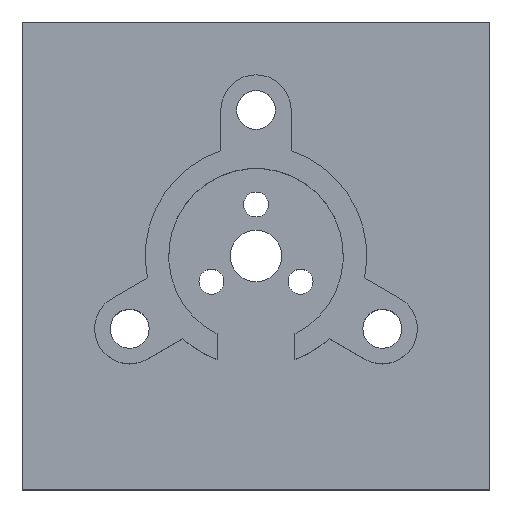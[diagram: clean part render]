
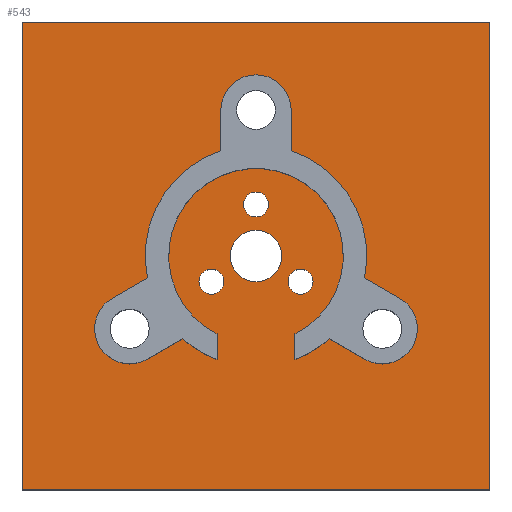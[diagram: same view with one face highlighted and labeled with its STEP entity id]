
A CAD part, top view. The second image highlights one B-rep face of the part: STEP entity #543.
In plain terms, the highlighted planar face has unit normal (0, 0, 1).
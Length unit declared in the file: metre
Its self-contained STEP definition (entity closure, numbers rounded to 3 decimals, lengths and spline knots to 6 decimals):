
#12=PLANE('',#592);
#28=CIRCLE('',#585,0.0071);
#30=CIRCLE('',#588,0.0071);
#32=CIRCLE('',#591,0.0071);
#33=CIRCLE('',#593,0.0008);
#34=CIRCLE('',#594,0.0008);
#35=CIRCLE('',#595,0.0008);
#36=CIRCLE('',#596,0.00165);
#37=CIRCLE('',#597,0.00225);
#38=CIRCLE('',#598,0.0056);
#39=CIRCLE('',#599,0.0071);
#40=CIRCLE('',#600,0.00225);
#41=CIRCLE('',#601,0.00225);
#69=ORIENTED_EDGE('',*,*,#217,.F.);
#70=ORIENTED_EDGE('',*,*,#218,.F.);
#71=ORIENTED_EDGE('',*,*,#219,.F.);
#72=ORIENTED_EDGE('',*,*,#220,.F.);
#73=ORIENTED_EDGE('',*,*,#221,.F.);
#74=ORIENTED_EDGE('',*,*,#222,.T.);
#75=ORIENTED_EDGE('',*,*,#223,.T.);
#76=ORIENTED_EDGE('',*,*,#224,.F.);
#77=ORIENTED_EDGE('',*,*,#225,.T.);
#78=ORIENTED_EDGE('',*,*,#226,.T.);
#79=ORIENTED_EDGE('',*,*,#208,.F.);
#80=ORIENTED_EDGE('',*,*,#227,.F.);
#81=ORIENTED_EDGE('',*,*,#228,.F.);
#82=ORIENTED_EDGE('',*,*,#229,.T.);
#83=ORIENTED_EDGE('',*,*,#230,.F.);
#84=ORIENTED_EDGE('',*,*,#231,.T.);
#85=ORIENTED_EDGE('',*,*,#232,.T.);
#86=ORIENTED_EDGE('',*,*,#233,.T.);
#87=ORIENTED_EDGE('',*,*,#212,.F.);
#88=ORIENTED_EDGE('',*,*,#234,.T.);
#89=ORIENTED_EDGE('',*,*,#235,.T.);
#90=ORIENTED_EDGE('',*,*,#236,.T.);
#91=ORIENTED_EDGE('',*,*,#215,.F.);
#92=ORIENTED_EDGE('',*,*,#237,.T.);
#208=EDGE_CURVE('',#282,#280,#28,.T.);
#212=EDGE_CURVE('',#286,#284,#30,.T.);
#215=EDGE_CURVE('',#289,#290,#32,.T.);
#217=EDGE_CURVE('',#291,#291,#33,.T.);
#218=EDGE_CURVE('',#292,#292,#34,.T.);
#219=EDGE_CURVE('',#293,#293,#35,.T.);
#220=EDGE_CURVE('',#294,#294,#36,.T.);
#221=EDGE_CURVE('',#295,#296,#339,.T.);
#222=EDGE_CURVE('',#295,#297,#340,.T.);
#223=EDGE_CURVE('',#297,#298,#341,.T.);
#224=EDGE_CURVE('',#296,#298,#342,.T.);
#225=EDGE_CURVE('',#299,#300,#37,.T.);
#226=EDGE_CURVE('',#300,#280,#343,.T.);
#227=EDGE_CURVE('',#301,#282,#344,.T.);
#228=EDGE_CURVE('',#302,#301,#38,.F.);
#229=EDGE_CURVE('',#302,#303,#345,.T.);
#230=EDGE_CURVE('',#304,#303,#39,.T.);
#231=EDGE_CURVE('',#304,#305,#346,.T.);
#232=EDGE_CURVE('',#305,#306,#40,.T.);
#233=EDGE_CURVE('',#306,#284,#347,.T.);
#234=EDGE_CURVE('',#286,#307,#348,.T.);
#235=EDGE_CURVE('',#307,#308,#41,.T.);
#236=EDGE_CURVE('',#308,#290,#349,.T.);
#237=EDGE_CURVE('',#289,#299,#350,.T.);
#280=VERTEX_POINT('',#813);
#282=VERTEX_POINT('',#817);
#284=VERTEX_POINT('',#822);
#286=VERTEX_POINT('',#826);
#289=VERTEX_POINT('',#833);
#290=VERTEX_POINT('',#835);
#291=VERTEX_POINT('',#839);
#292=VERTEX_POINT('',#841);
#293=VERTEX_POINT('',#843);
#294=VERTEX_POINT('',#845);
#295=VERTEX_POINT('',#847);
#296=VERTEX_POINT('',#848);
#297=VERTEX_POINT('',#850);
#298=VERTEX_POINT('',#852);
#299=VERTEX_POINT('',#855);
#300=VERTEX_POINT('',#856);
#301=VERTEX_POINT('',#859);
#302=VERTEX_POINT('',#861);
#303=VERTEX_POINT('',#863);
#304=VERTEX_POINT('',#865);
#305=VERTEX_POINT('',#867);
#306=VERTEX_POINT('',#869);
#307=VERTEX_POINT('',#872);
#308=VERTEX_POINT('',#874);
#339=LINE('',#846,#383);
#340=LINE('',#849,#384);
#341=LINE('',#851,#385);
#342=LINE('',#853,#386);
#343=LINE('',#857,#387);
#344=LINE('',#858,#388);
#345=LINE('',#862,#389);
#346=LINE('',#866,#390);
#347=LINE('',#870,#391);
#348=LINE('',#871,#392);
#349=LINE('',#875,#393);
#350=LINE('',#876,#394);
#383=VECTOR('',#679,1.);
#384=VECTOR('',#680,1.);
#385=VECTOR('',#681,1.);
#386=VECTOR('',#682,1.);
#387=VECTOR('',#685,1.);
#388=VECTOR('',#686,1.);
#389=VECTOR('',#689,1.);
#390=VECTOR('',#692,1.);
#391=VECTOR('',#695,1.);
#392=VECTOR('',#696,1.);
#393=VECTOR('',#699,1.);
#394=VECTOR('',#700,1.);
#424=EDGE_LOOP('',(#69));
#425=EDGE_LOOP('',(#70));
#426=EDGE_LOOP('',(#71));
#427=EDGE_LOOP('',(#72));
#428=EDGE_LOOP('',(#73,#74,#75,#76));
#429=EDGE_LOOP('',(#77,#78,#79,#80,#81,#82,#83,#84,#85,#86,#87,#88,#89,
#90,#91,#92));
#476=FACE_BOUND('',#424,.T.);
#477=FACE_BOUND('',#425,.T.);
#478=FACE_BOUND('',#426,.T.);
#479=FACE_BOUND('',#427,.T.);
#480=FACE_BOUND('',#428,.T.);
#481=FACE_BOUND('',#429,.T.);
#543=ADVANCED_FACE('',(#476,#477,#478,#479,#480,#481),#12,.T.);
#585=AXIS2_PLACEMENT_3D('',#818,#651,#652);
#588=AXIS2_PLACEMENT_3D('',#827,#659,#660);
#591=AXIS2_PLACEMENT_3D('',#834,#666,#667);
#592=AXIS2_PLACEMENT_3D('',#837,#669,#670);
#593=AXIS2_PLACEMENT_3D('',#838,#671,#672);
#594=AXIS2_PLACEMENT_3D('',#840,#673,#674);
#595=AXIS2_PLACEMENT_3D('',#842,#675,#676);
#596=AXIS2_PLACEMENT_3D('',#844,#677,#678);
#597=AXIS2_PLACEMENT_3D('',#854,#683,#684);
#598=AXIS2_PLACEMENT_3D('',#860,#687,#688);
#599=AXIS2_PLACEMENT_3D('',#864,#690,#691);
#600=AXIS2_PLACEMENT_3D('',#868,#693,#694);
#601=AXIS2_PLACEMENT_3D('',#873,#697,#698);
#651=DIRECTION('',(0.,0.,1.));
#652=DIRECTION('',(1.,0.,0.));
#659=DIRECTION('',(0.,0.,1.));
#660=DIRECTION('',(1.,0.,0.));
#666=DIRECTION('',(0.,0.,1.));
#667=DIRECTION('',(1.,0.,0.));
#669=DIRECTION('',(0.,0.,1.));
#670=DIRECTION('',(1.,0.,0.));
#671=DIRECTION('',(0.,0.,1.));
#672=DIRECTION('',(1.,0.,0.));
#673=DIRECTION('',(0.,0.,1.));
#674=DIRECTION('',(1.,0.,0.));
#675=DIRECTION('',(0.,0.,1.));
#676=DIRECTION('',(1.,0.,0.));
#677=DIRECTION('',(0.,0.,1.));
#678=DIRECTION('',(1.,0.,0.));
#679=DIRECTION('',(1.,0.,0.));
#680=DIRECTION('',(0.,-1.,0.));
#681=DIRECTION('',(1.,0.,0.));
#682=DIRECTION('',(0.,-1.,0.));
#683=DIRECTION('',(0.,0.,-1.));
#684=DIRECTION('',(1.,0.,0.));
#685=DIRECTION('',(-0.866,0.5,0.));
#686=DIRECTION('',(0.,-1.,0.));
#687=DIRECTION('',(0.,0.,1.));
#688=DIRECTION('',(1.,0.,0.));
#689=DIRECTION('',(0.,-1.,0.));
#690=DIRECTION('',(0.,0.,1.));
#691=DIRECTION('',(1.,0.,0.));
#692=DIRECTION('',(-0.866,-0.5,0.));
#693=DIRECTION('',(0.,0.,-1.));
#694=DIRECTION('',(1.,0.,0.));
#695=DIRECTION('',(0.866,0.5,0.));
#696=DIRECTION('',(0.,1.,0.));
#697=DIRECTION('',(0.,0.,-1.));
#698=DIRECTION('',(1.,0.,0.));
#699=DIRECTION('',(0.,-1.,0.));
#700=DIRECTION('',(0.866,-0.5,0.));
#813=CARTESIAN_POINT('',(0.004707,-0.005316,0.0015));
#817=CARTESIAN_POINT('',(0.0025,-0.006645,0.0015));
#818=CARTESIAN_POINT('',(0.,0.,0.0015));
#822=CARTESIAN_POINT('',(-0.006957,-0.001418,0.0015));
#826=CARTESIAN_POINT('',(-0.00225,0.006734,0.0015));
#827=CARTESIAN_POINT('',(0.,0.,0.0015));
#833=CARTESIAN_POINT('',(0.006957,-0.001418,0.0015));
#834=CARTESIAN_POINT('',(0.,0.,0.0015));
#835=CARTESIAN_POINT('',(0.00225,0.006734,0.0015));
#837=CARTESIAN_POINT('',(0.,0.,0.0015));
#838=CARTESIAN_POINT('',(0.,0.0033,0.0015));
#839=CARTESIAN_POINT('',(0.0008,0.0033,0.0015));
#840=CARTESIAN_POINT('',(-0.002858,-0.00165,0.0015));
#841=CARTESIAN_POINT('',(-0.002058,-0.00165,0.0015));
#842=CARTESIAN_POINT('',(0.002858,-0.00165,0.0015));
#843=CARTESIAN_POINT('',(0.003658,-0.00165,0.0015));
#844=CARTESIAN_POINT('',(0.,0.,0.0015));
#845=CARTESIAN_POINT('',(0.00165,0.,0.0015));
#846=CARTESIAN_POINT('',(0.,0.015,0.0015));
#847=CARTESIAN_POINT('',(-0.015,0.015,0.0015));
#848=CARTESIAN_POINT('',(0.015,0.015,0.0015));
#849=CARTESIAN_POINT('',(-0.015,0.,0.0015));
#850=CARTESIAN_POINT('',(-0.015,-0.015,0.0015));
#851=CARTESIAN_POINT('',(0.,-0.015,0.0015));
#852=CARTESIAN_POINT('',(0.015,-0.015,0.0015));
#853=CARTESIAN_POINT('',(0.015,0.,0.0015));
#854=CARTESIAN_POINT('',(0.008097,-0.004675,0.0015));
#855=CARTESIAN_POINT('',(0.009222,-0.002726,0.0015));
#856=CARTESIAN_POINT('',(0.006972,-0.006624,0.0015));
#857=CARTESIAN_POINT('',(0.00584,-0.00597,0.0015));
#858=CARTESIAN_POINT('',(0.0025,0.,0.0015));
#859=CARTESIAN_POINT('',(0.0025,-0.005011,0.0015));
#860=CARTESIAN_POINT('',(0.,0.,0.0015));
#861=CARTESIAN_POINT('',(-0.0025,-0.005011,0.0015));
#862=CARTESIAN_POINT('',(-0.0025,0.,0.0015));
#863=CARTESIAN_POINT('',(-0.0025,-0.006645,0.0015));
#864=CARTESIAN_POINT('',(0.,0.,0.0015));
#865=CARTESIAN_POINT('',(-0.004707,-0.005316,0.0015));
#866=CARTESIAN_POINT('',(-0.00584,-0.00597,0.0015));
#867=CARTESIAN_POINT('',(-0.006972,-0.006624,0.0015));
#868=CARTESIAN_POINT('',(-0.008097,-0.004675,0.0015));
#869=CARTESIAN_POINT('',(-0.009222,-0.002726,0.0015));
#870=CARTESIAN_POINT('',(-0.00809,-0.002072,0.0015));
#871=CARTESIAN_POINT('',(-0.00225,0.008042,0.0015));
#872=CARTESIAN_POINT('',(-0.00225,0.00935,0.0015));
#873=CARTESIAN_POINT('',(0.,0.00935,0.0015));
#874=CARTESIAN_POINT('',(0.00225,0.00935,0.0015));
#875=CARTESIAN_POINT('',(0.00225,0.008042,0.0015));
#876=CARTESIAN_POINT('',(0.00809,-0.002072,0.0015));
